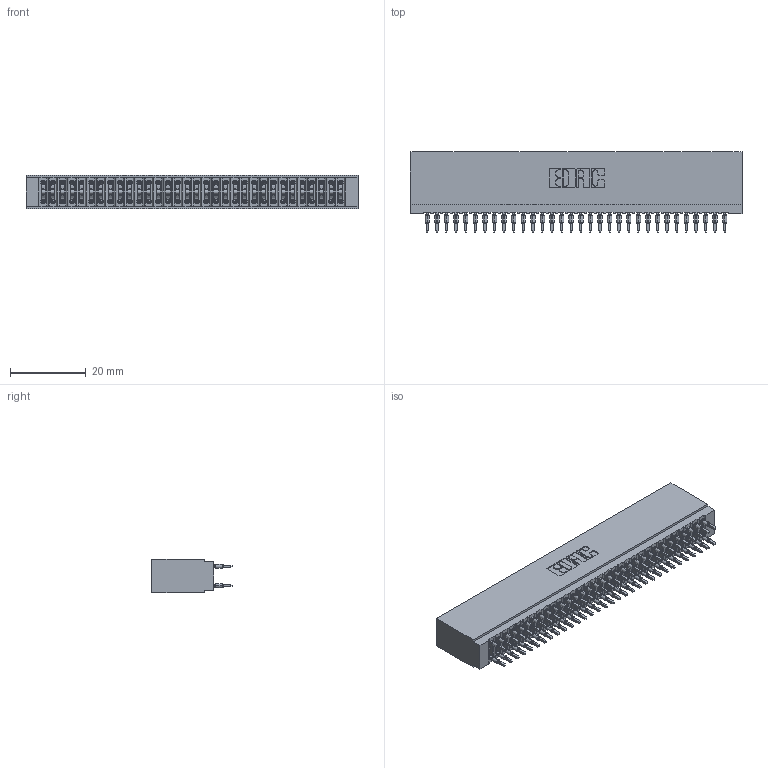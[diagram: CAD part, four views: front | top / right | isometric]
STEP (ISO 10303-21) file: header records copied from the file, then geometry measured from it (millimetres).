
FILE_DESCRIPTION (( 'STEP AP203' ), '1' );
FILE_NAME ('745-064-560-201.STEP', '2026-02-26T19:20:39', ( '' ), ( '' ), 'SwSTEP 2.0', 'SolidWorks 2023', '' );
FILE_SCHEMA (( 'CONFIG_CONTROL_DESIGN' ));
Length unit declared in the file: millimetre
Products named in the file (3): 745-292-001_560; 745 Part_Insulator Option - 01; 745-064-560-201
Assembly tree (65 placements, depth 2):
  745-064-560-201
    745 Part_Insulator Option - 01
    745-292-001_560  x64
Bounding box: 87.88 x 21.22 x 8.89 mm (x, y, z)
Volume: 8212.2 mm3; surface area: 17472.2 mm2
Topology: 65 solids, 65 shells, 6399 faces, 17506 edges, 11116 vertices
Faces by surface type: plane 3319, cylinder 1416, bspline 1280, torus 384
Entity records: 55561 total; most frequent: CARTESIAN_POINT 10145, ORIENTED_EDGE 9560, DIRECTION 8364, EDGE_CURVE 4780, LINE 4398, VECTOR 4398, VERTEX_POINT 3052, AXIS2_PLACEMENT_3D 1983
